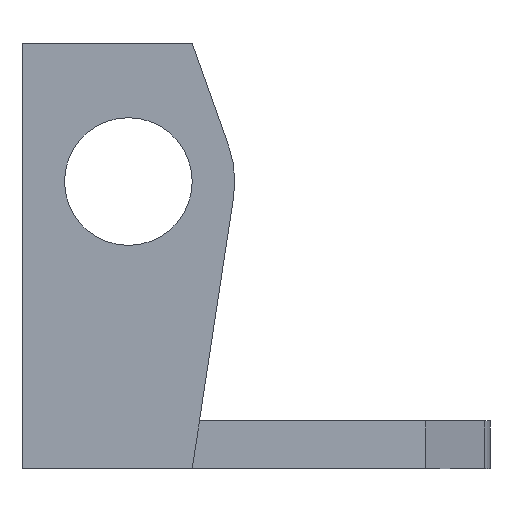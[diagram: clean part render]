
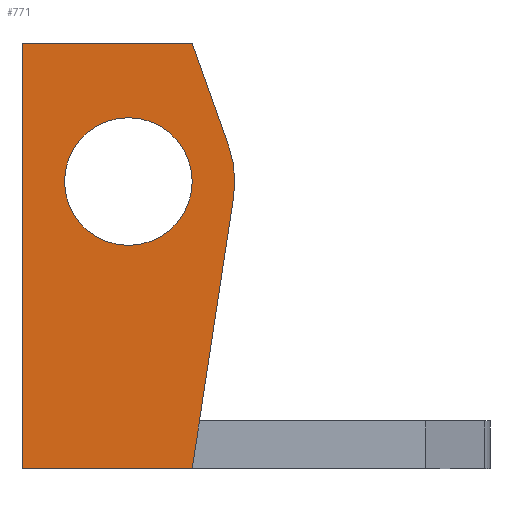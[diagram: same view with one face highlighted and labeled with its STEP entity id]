
A CAD part, front view. The second image highlights one B-rep face of the part: STEP entity #771.
In plain terms, the highlighted planar face has unit normal (0, -1, 0).
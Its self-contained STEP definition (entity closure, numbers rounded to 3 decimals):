
#31=FACE_BOUND('',#116,.T.);
#42=CIRCLE('',#829,10.);
#43=CIRCLE('',#830,6.);
#72=FACE_OUTER_BOUND('',#115,.T.);
#115=EDGE_LOOP('',(#526,#527,#528,#529,#530,#531,#532));
#116=EDGE_LOOP('',(#533));
#170=LINE('',#1129,#252);
#176=LINE('',#1139,#258);
#177=LINE('',#1144,#259);
#178=LINE('',#1146,#260);
#179=LINE('',#1148,#261);
#180=LINE('',#1149,#262);
#252=VECTOR('',#904,10.);
#258=VECTOR('',#912,10.);
#259=VECTOR('',#917,10.);
#260=VECTOR('',#918,10.);
#261=VECTOR('',#919,10.);
#262=VECTOR('',#920,10.);
#334=VERTEX_POINT('',#1127);
#335=VERTEX_POINT('',#1128);
#338=VERTEX_POINT('',#1137);
#339=VERTEX_POINT('',#1141);
#340=VERTEX_POINT('',#1143);
#341=VERTEX_POINT('',#1145);
#342=VERTEX_POINT('',#1147);
#343=VERTEX_POINT('',#1150);
#406=EDGE_CURVE('',#334,#335,#170,.T.);
#412=EDGE_CURVE('',#335,#338,#176,.T.);
#413=EDGE_CURVE('',#338,#339,#42,.T.);
#414=EDGE_CURVE('',#339,#340,#177,.T.);
#415=EDGE_CURVE('',#340,#341,#178,.T.);
#416=EDGE_CURVE('',#341,#342,#179,.T.);
#417=EDGE_CURVE('',#342,#334,#180,.T.);
#418=EDGE_CURVE('',#343,#343,#43,.T.);
#526=ORIENTED_EDGE('',*,*,#406,.T.);
#527=ORIENTED_EDGE('',*,*,#412,.T.);
#528=ORIENTED_EDGE('',*,*,#413,.T.);
#529=ORIENTED_EDGE('',*,*,#414,.T.);
#530=ORIENTED_EDGE('',*,*,#415,.T.);
#531=ORIENTED_EDGE('',*,*,#416,.T.);
#532=ORIENTED_EDGE('',*,*,#417,.T.);
#533=ORIENTED_EDGE('',*,*,#418,.F.);
#741=PLANE('',#828);
#771=ADVANCED_FACE('',(#72,#31),#741,.F.);
#828=AXIS2_PLACEMENT_3D('',#1140,#913,#914);
#829=AXIS2_PLACEMENT_3D('',#1142,#915,#916);
#830=AXIS2_PLACEMENT_3D('',#1151,#921,#922);
#904=DIRECTION('',(0.151,0.,0.989));
#912=DIRECTION('',(0.151,0.,0.989));
#913=DIRECTION('center_axis',(0.,1.,0.));
#914=DIRECTION('ref_axis',(1.,0.,0.));
#915=DIRECTION('center_axis',(0.,-1.,0.));
#916=DIRECTION('ref_axis',(1.,0.,0.));
#917=DIRECTION('',(-0.334,0.,0.942));
#918=DIRECTION('',(-1.,0.,0.));
#919=DIRECTION('',(0.,0.,-1.));
#920=DIRECTION('',(1.,0.,0.));
#921=DIRECTION('center_axis',(0.,-1.,0.));
#922=DIRECTION('ref_axis',(1.,0.,0.));
#1127=CARTESIAN_POINT('',(6.,-57.5,-27.));
#1128=CARTESIAN_POINT('',(6.686,-57.5,-22.5));
#1129=CARTESIAN_POINT('',(8.355,-57.5,-11.552));
#1137=CARTESIAN_POINT('',(9.886,-57.5,-1.507));
#1139=CARTESIAN_POINT('',(8.355,-57.5,-11.552));
#1140=CARTESIAN_POINT('Origin',(6.509,-57.5,4.536));
#1141=CARTESIAN_POINT('',(9.425,-57.5,3.342));
#1142=CARTESIAN_POINT('Origin',(0.,-57.5,0.));
#1143=CARTESIAN_POINT('',(6.,-57.5,13.));
#1144=CARTESIAN_POINT('',(9.074,-57.5,4.332));
#1145=CARTESIAN_POINT('',(-10.,-57.5,13.));
#1146=CARTESIAN_POINT('',(3.255,-57.5,13.));
#1147=CARTESIAN_POINT('',(-10.,-57.5,-27.));
#1148=CARTESIAN_POINT('',(-10.,-57.5,8.768));
#1149=CARTESIAN_POINT('',(8.255,-57.5,-27.));
#1150=CARTESIAN_POINT('',(-6.,-57.5,0.));
#1151=CARTESIAN_POINT('Origin',(0.,-57.5,0.));
